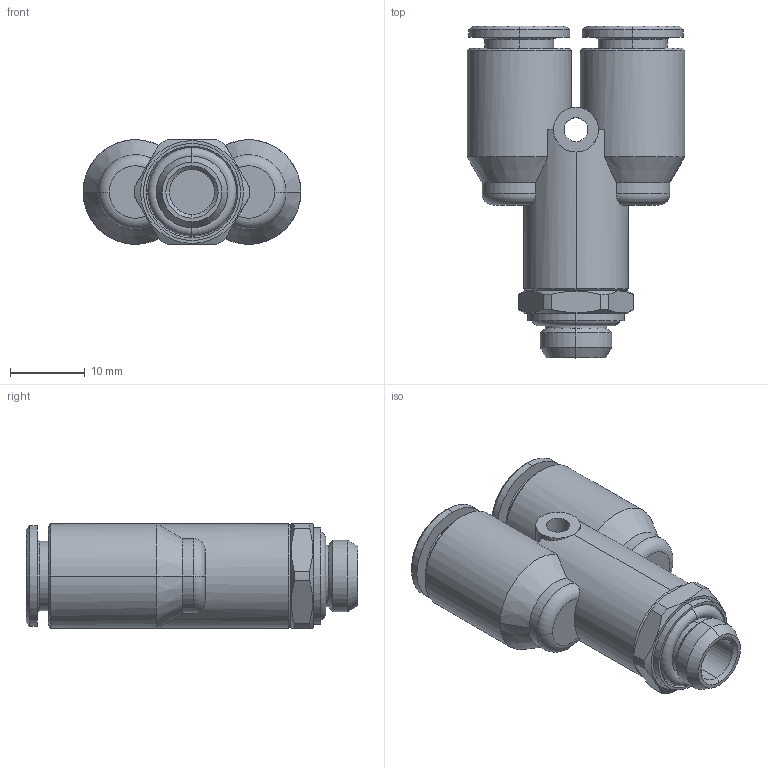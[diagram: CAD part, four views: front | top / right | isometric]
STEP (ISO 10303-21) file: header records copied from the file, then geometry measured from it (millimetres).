
FILE_DESCRIPTION (( 'STEP AP203' ), '1' );
FILE_NAME ('B0210041.STEP', '2011-04-20T12:22:57', ( 'UT1' ), ( 'sopra-pneumatic' ), 'SwSTEP 2.0', 'SolidWorks 2009', '' );
FILE_SCHEMA (( 'CONFIG_CONTROL_DESIGN' ));
Length unit declared in the file: millimetre
Products named in the file (1): B0210041
Bounding box: 29.2 x 44.5 x 14 mm (x, y, z)
Volume: 6799.3 mm3; surface area: 5573.9 mm2
Topology: 2 solids, 2 shells, 138 faces, 329 edges, 202 vertices
Faces by surface type: cylinder 52, plane 42, cone 36, torus 8
Entity records: 4346 total; most frequent: CARTESIAN_POINT 998, DIRECTION 731, ORIENTED_EDGE 658, EDGE_CURVE 329, AXIS2_PLACEMENT_3D 297, VERTEX_POINT 202, CIRCLE 158, EDGE_LOOP 153
